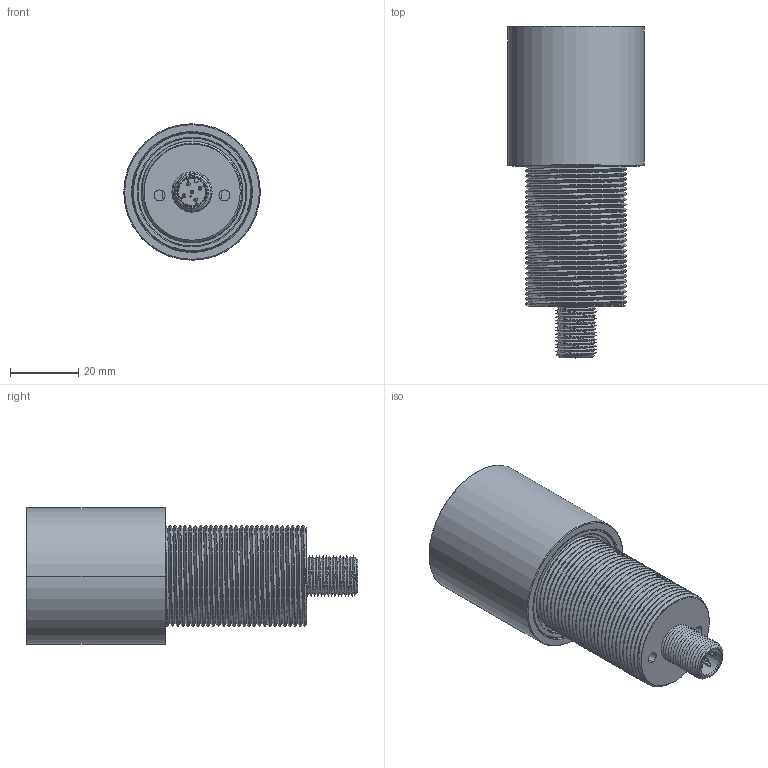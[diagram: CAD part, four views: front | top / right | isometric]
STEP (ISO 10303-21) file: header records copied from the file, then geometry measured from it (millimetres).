
FILE_DESCRIPTION (( 'STEP AP214' ), '1' );
FILE_NAME ('(OD)SXA30 PROX.STEP', '2015-05-18T20:00:16', ( '' ), ( '' ), 'SwSTEP 2.0', 'SolidWorks 2015', '' );
FILE_SCHEMA (( 'AUTOMOTIVE_DESIGN' ));
Length unit declared in the file: inch
Products named in the file (6): Standard Lens; M12_PROX Light; ENC-00363-106; ENC-00363-107; ENC-00363-101; (OD)SXA30 PROX
Assembly tree (5 placements, depth 2):
  (OD)SXA30 PROX
    ENC-00363-101
    ENC-00363-107
    ENC-00363-106
    M12_PROX Light
    Standard Lens
Bounding box: 40 x 97.31 x 40 mm (x, y, z)
Volume: 42910.7 mm3; surface area: 38691.9 mm2
Topology: 5 solids, 5 shells, 1037 faces, 2774 edges, 1828 vertices
Faces by surface type: plane 541, cylinder 226, bspline 219, cone 42, torus 9
Entity records: 69747 total; most frequent: CARTESIAN_POINT 38897, ORIENTED_EDGE 5548, DIRECTION 3869, EDGE_CURVE 2774, VERTEX_POINT 1828, LINE 1725, VECTOR 1725, EDGE_LOOP 1130
